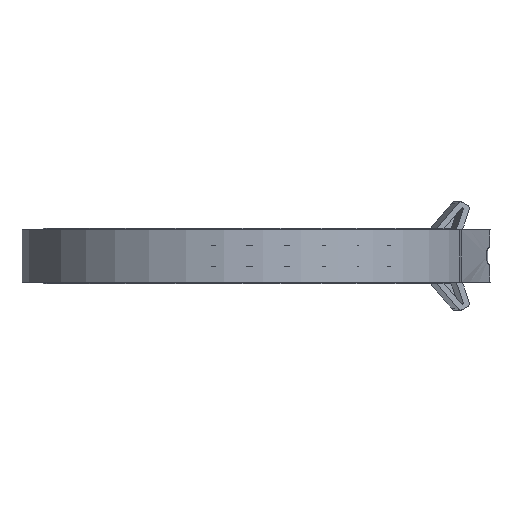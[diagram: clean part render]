
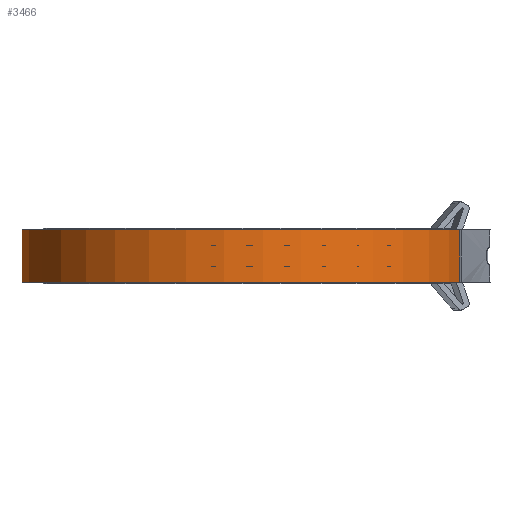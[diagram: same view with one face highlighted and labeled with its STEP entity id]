
A CAD part, left-side view. The second image highlights one B-rep face of the part: STEP entity #3466.
In plain terms, the highlighted cylindrical face has radius 95.377 mm (diameter 190.754 mm), a partial arc.
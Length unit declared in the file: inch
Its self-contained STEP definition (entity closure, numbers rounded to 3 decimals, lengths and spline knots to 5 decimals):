
#169=CYLINDRICAL_SURFACE('',#3738,3.755);
#251=FACE_OUTER_BOUND('',#454,.T.);
#454=EDGE_LOOP('',(#2335,#2336,#2337,#2338));
#666=LINE('',#5415,#880);
#676=LINE('',#5554,#890);
#880=VECTOR('',#4184,0.3937);
#890=VECTOR('',#4228,0.3937);
#1114=CIRCLE('',#3725,3.755);
#1120=CIRCLE('',#3732,3.755);
#1354=VERTEX_POINT('',#5412);
#1355=VERTEX_POINT('',#5414);
#1371=VERTEX_POINT('',#5551);
#1372=VERTEX_POINT('',#5553);
#1690=EDGE_CURVE('',#1354,#1355,#666,.T.);
#1713=EDGE_CURVE('',#1371,#1372,#676,.T.);
#1742=EDGE_CURVE('',#1355,#1372,#1114,.T.);
#1750=EDGE_CURVE('',#1371,#1354,#1120,.T.);
#2335=ORIENTED_EDGE('',*,*,#1742,.T.);
#2336=ORIENTED_EDGE('',*,*,#1713,.F.);
#2337=ORIENTED_EDGE('',*,*,#1750,.T.);
#2338=ORIENTED_EDGE('',*,*,#1690,.T.);
#3466=ADVANCED_FACE('',(#251),#169,.T.);
#3725=AXIS2_PLACEMENT_3D('',#5640,#4277,#4278);
#3732=AXIS2_PLACEMENT_3D('',#5652,#4293,#4294);
#3738=AXIS2_PLACEMENT_3D('',#5663,#4309,#4310);
#4184=DIRECTION('',(0.,0.,1.));
#4228=DIRECTION('',(0.,0.,1.));
#4277=DIRECTION('center_axis',(0.,0.,-1.));
#4278=DIRECTION('ref_axis',(0.438,-0.899,0.));
#4293=DIRECTION('center_axis',(0.,0.,1.));
#4294=DIRECTION('ref_axis',(0.438,-0.899,0.));
#4309=DIRECTION('center_axis',(0.,0.,1.));
#4310=DIRECTION('ref_axis',(0.438,-0.899,0.));
#5412=CARTESIAN_POINT('',(-1.06632,-3.60041,-0.4375));
#5414=CARTESIAN_POINT('',(-1.06632,-3.60041,0.4375));
#5415=CARTESIAN_POINT('',(-1.06632,-3.60041,0.));
#5551=CARTESIAN_POINT('',(1.64493,-3.37553,-0.4375));
#5553=CARTESIAN_POINT('',(1.64493,-3.37553,0.4375));
#5554=CARTESIAN_POINT('',(1.64493,-3.37553,0.));
#5640=CARTESIAN_POINT('Origin',(0.,0.,0.4375));
#5652=CARTESIAN_POINT('Origin',(0.,0.,-0.4375));
#5663=CARTESIAN_POINT('Origin',(0.,0.,0.));
